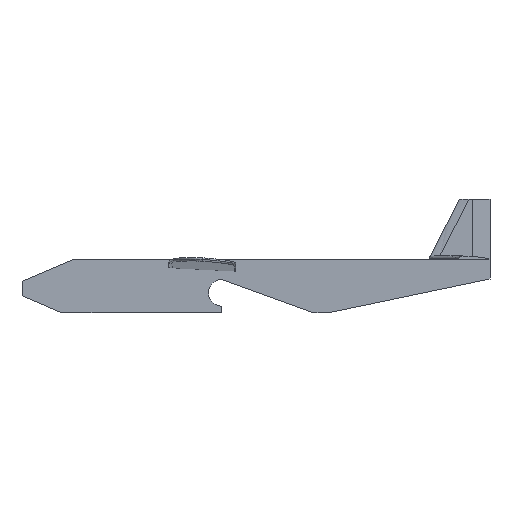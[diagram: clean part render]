
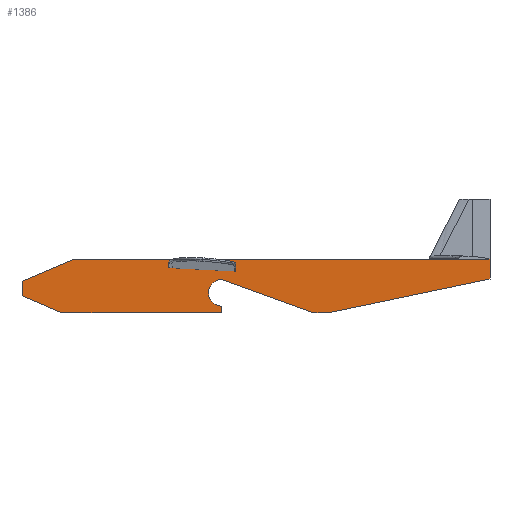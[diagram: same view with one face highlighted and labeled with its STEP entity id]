
A CAD part, left-side view. The second image highlights one B-rep face of the part: STEP entity #1386.
In plain terms, the highlighted planar face has unit normal (-1, 0, 0).
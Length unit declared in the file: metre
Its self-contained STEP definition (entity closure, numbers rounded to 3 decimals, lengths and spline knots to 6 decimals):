
#19=CIRCLE('',#1492,0.01);
#512=ORIENTED_EDGE('',*,*,#695,.T.);
#513=ORIENTED_EDGE('',*,*,#726,.F.);
#514=ORIENTED_EDGE('',*,*,#723,.T.);
#515=ORIENTED_EDGE('',*,*,#720,.F.);
#516=ORIENTED_EDGE('',*,*,#717,.F.);
#517=ORIENTED_EDGE('',*,*,#714,.F.);
#518=ORIENTED_EDGE('',*,*,#711,.F.);
#519=ORIENTED_EDGE('',*,*,#708,.T.);
#520=ORIENTED_EDGE('',*,*,#705,.T.);
#521=ORIENTED_EDGE('',*,*,#702,.T.);
#522=ORIENTED_EDGE('',*,*,#699,.F.);
#523=ORIENTED_EDGE('',*,*,#685,.T.);
#524=ORIENTED_EDGE('',*,*,#728,.T.);
#525=ORIENTED_EDGE('',*,*,#692,.F.);
#526=ORIENTED_EDGE('',*,*,#689,.F.);
#685=EDGE_CURVE('',#835,#836,#942,.T.);
#689=EDGE_CURVE('',#835,#839,#946,.T.);
#692=EDGE_CURVE('',#839,#841,#949,.T.);
#695=EDGE_CURVE('',#843,#844,#952,.T.);
#699=EDGE_CURVE('',#843,#847,#956,.T.);
#702=EDGE_CURVE('',#849,#847,#959,.T.);
#705=EDGE_CURVE('',#851,#849,#19,.T.);
#708=EDGE_CURVE('',#853,#851,#963,.T.);
#711=EDGE_CURVE('',#853,#855,#966,.T.);
#714=EDGE_CURVE('',#855,#857,#969,.T.);
#717=EDGE_CURVE('',#857,#859,#972,.T.);
#720=EDGE_CURVE('',#859,#861,#975,.T.);
#723=EDGE_CURVE('',#863,#861,#978,.T.);
#726=EDGE_CURVE('',#863,#844,#981,.T.);
#728=EDGE_CURVE('',#836,#841,#983,.T.);
#835=VERTEX_POINT('',#3899);
#836=VERTEX_POINT('',#3900);
#839=VERTEX_POINT('',#3908);
#841=VERTEX_POINT('',#3914);
#843=VERTEX_POINT('',#3920);
#844=VERTEX_POINT('',#3921);
#847=VERTEX_POINT('',#3929);
#849=VERTEX_POINT('',#3935);
#851=VERTEX_POINT('',#3941);
#853=VERTEX_POINT('',#3947);
#855=VERTEX_POINT('',#3953);
#857=VERTEX_POINT('',#3959);
#859=VERTEX_POINT('',#3965);
#861=VERTEX_POINT('',#3971);
#863=VERTEX_POINT('',#3977);
#942=LINE('',#3898,#1062);
#946=LINE('',#3907,#1066);
#949=LINE('',#3913,#1069);
#952=LINE('',#3919,#1072);
#956=LINE('',#3928,#1076);
#959=LINE('',#3934,#1079);
#963=LINE('',#3946,#1083);
#966=LINE('',#3952,#1086);
#969=LINE('',#3958,#1089);
#972=LINE('',#3964,#1092);
#975=LINE('',#3970,#1095);
#978=LINE('',#3976,#1098);
#981=LINE('',#3982,#1101);
#983=LINE('',#3985,#1103);
#1062=VECTOR('',#1671,1.);
#1066=VECTOR('',#1677,1.);
#1069=VECTOR('',#1682,1.);
#1072=VECTOR('',#1687,1.);
#1076=VECTOR('',#1693,1.);
#1079=VECTOR('',#1698,1.);
#1083=VECTOR('',#1710,1.);
#1086=VECTOR('',#1715,1.);
#1089=VECTOR('',#1720,1.);
#1092=VECTOR('',#1725,1.);
#1095=VECTOR('',#1730,1.);
#1098=VECTOR('',#1735,1.);
#1101=VECTOR('',#1740,1.);
#1103=VECTOR('',#1744,1.);
#1181=EDGE_LOOP('',(#512,#513,#514,#515,#516,#517,#518,#519,#520,#521,#522));
#1182=EDGE_LOOP('',(#523,#524,#525,#526));
#1259=FACE_BOUND('',#1181,.T.);
#1260=FACE_BOUND('',#1182,.T.);
#1310=PLANE('',#1503);
#1386=ADVANCED_FACE('',(#1259,#1260),#1310,.F.);
#1492=AXIS2_PLACEMENT_3D('',#3940,#1703,#1704);
#1503=AXIS2_PLACEMENT_3D('',#3988,#1748,#1749);
#1671=DIRECTION('',(0.,0.052,-0.999));
#1677=DIRECTION('',(0.,0.999,0.052));
#1682=DIRECTION('',(0.,0.052,-0.999));
#1687=DIRECTION('',(0.,-0.979,0.205));
#1693=DIRECTION('',(0.,1.,0.));
#1698=DIRECTION('',(0.,-0.94,-0.341));
#1703=DIRECTION('',(1.,0.,0.));
#1704=DIRECTION('',(0.,0.,-1.));
#1710=DIRECTION('',(0.,0.,1.));
#1715=DIRECTION('',(0.,1.,0.));
#1720=DIRECTION('',(0.,0.92,0.393));
#1725=DIRECTION('',(0.,0.,1.));
#1730=DIRECTION('',(0.,-0.921,0.389));
#1735=DIRECTION('',(0.,1.,0.));
#1740=DIRECTION('',(0.,0.,-1.));
#1744=DIRECTION('',(0.,0.999,0.052));
#1748=DIRECTION('',(1.,0.,0.));
#1749=DIRECTION('',(0.,1.,0.));
#3898=CARTESIAN_POINT('',(0.,-0.01351,-0.007531));
#3899=CARTESIAN_POINT('',(0.,-0.013576,-0.006283));
#3900=CARTESIAN_POINT('',(0.,-0.013445,-0.008779));
#3907=CARTESIAN_POINT('',(0.,0.01139,-0.004974));
#3908=CARTESIAN_POINT('',(0.,0.036356,-0.003666));
#3913=CARTESIAN_POINT('',(0.,0.036421,-0.004914));
#3914=CARTESIAN_POINT('',(0.,0.036486,-0.006162));
#3919=CARTESIAN_POINT('',(0.,-0.143525,-0.027359));
#3920=CARTESIAN_POINT('',(0.,-0.083075,-0.04));
#3921=CARTESIAN_POINT('',(0.,-0.203975,-0.014718));
#3928=CARTESIAN_POINT('',(0.,-0.077674,-0.04));
#3929=CARTESIAN_POINT('',(0.,-0.072274,-0.04));
#3934=CARTESIAN_POINT('',(0.,-0.037828,-0.0275));
#3935=CARTESIAN_POINT('',(0.,-0.003382,-0.015));
#3940=CARTESIAN_POINT('',(0.,-0.003382,-0.025));
#3941=CARTESIAN_POINT('',(0.,-0.003382,-0.035));
#3946=CARTESIAN_POINT('',(0.,-0.003382,-0.0375));
#3947=CARTESIAN_POINT('',(0.,-0.003382,-0.04));
#3952=CARTESIAN_POINT('',(0.,0.056431,-0.04));
#3953=CARTESIAN_POINT('',(0.,0.116245,-0.04));
#3958=CARTESIAN_POINT('',(0.,0.131135,-0.03364));
#3959=CARTESIAN_POINT('',(0.,0.146025,-0.02728));
#3964=CARTESIAN_POINT('',(0.,0.146025,-0.021827));
#3965=CARTESIAN_POINT('',(0.,0.146025,-0.016374));
#3970=CARTESIAN_POINT('',(0.,0.126644,-0.008187));
#3971=CARTESIAN_POINT('',(0.,0.107263,0.));
#3976=CARTESIAN_POINT('',(0.,-0.048356,0.));
#3977=CARTESIAN_POINT('',(0.,-0.203975,0.));
#3982=CARTESIAN_POINT('',(0.,-0.203975,-0.007359));
#3985=CARTESIAN_POINT('',(0.,0.011521,-0.007471));
#3988=CARTESIAN_POINT('',(0.,-0.028975,-0.02));
